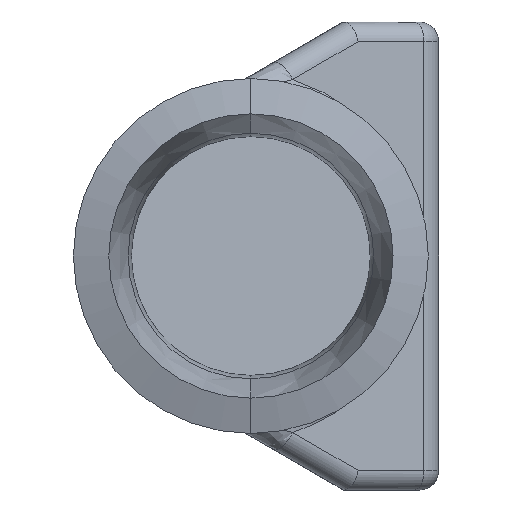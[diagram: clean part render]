
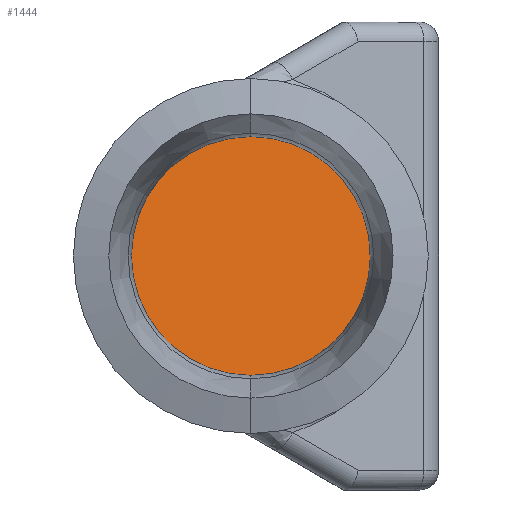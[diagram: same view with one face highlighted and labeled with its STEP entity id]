
A CAD part, left-side view. The second image highlights one B-rep face of the part: STEP entity #1444.
In plain terms, the highlighted planar face has unit normal (-0.866, -0.5, 0).
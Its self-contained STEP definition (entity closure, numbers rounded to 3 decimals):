
#61 = CARTESIAN_POINT ( 'NONE',  ( 89.256, 24.5, 12.25 ) ) ;
#62 = EDGE_CURVE ( 'NONE', #121, #1246, #1574, .T. ) ;
#121 = VERTEX_POINT ( 'NONE', #645 ) ;
#148 = CARTESIAN_POINT ( 'NONE',  ( 113.938, -18.25, -67.032 ) ) ;
#163 = CARTESIAN_POINT ( 'NONE',  ( 103.401, 0., 12.25 ) ) ;
#237 = CARTESIAN_POINT ( 'NONE',  ( 117.546, -24.5, -12.25 ) ) ;
#311 = CARTESIAN_POINT ( 'NONE',  ( 103.401, 0., -12.25 ) ) ;
#347 = CARTESIAN_POINT ( 'NONE',  ( 103.401, 0., 12.25 ) ) ;
#603 = CARTESIAN_POINT ( 'NONE',  ( 103.401, 0., -12.25 ) ) ;
#645 = CARTESIAN_POINT ( 'NONE',  ( 103.401, 0., -12.25 ) ) ;
#725 = EDGE_LOOP ( 'NONE', ( #972, #1453 ) ) ;
#770 = FACE_OUTER_BOUND ( 'NONE', #725, .T. ) ;
#907 = DIRECTION ( 'NONE',  ( 0.5, -0.866, 0. ) ) ;
#972 = ORIENTED_EDGE ( 'NONE', *, *, #1191, .T. ) ;
#1049 = AXIS2_PLACEMENT_3D ( 'NONE', #148, #1525, #907 ) ;
#1109 = CARTESIAN_POINT ( 'NONE',  ( 117.546, -24.5, 12.25 ) ) ;
#1191 = EDGE_CURVE ( 'NONE', #1246, #121, #1421, .T. ) ;
#1246 = VERTEX_POINT ( 'NONE', #163 ) ;
#1273 = PLANE ( 'NONE',  #1049 ) ;
#1307 = CARTESIAN_POINT ( 'NONE',  ( 103.401, 0., 12.25 ) ) ;
#1421 =( BOUNDED_CURVE ( )  B_SPLINE_CURVE ( 3, ( #1307, #61, #1422, #311 ),
 .UNSPECIFIED., .F., .T. ) 
 B_SPLINE_CURVE_WITH_KNOTS ( ( 4, 4 ),
 ( 4.712, 7.854 ),
 .UNSPECIFIED. ) 
 CURVE ( )  GEOMETRIC_REPRESENTATION_ITEM ( )  RATIONAL_B_SPLINE_CURVE ( ( 1., 0.333, 0.333, 1. ) ) 
 REPRESENTATION_ITEM ( '' )  );
#1422 = CARTESIAN_POINT ( 'NONE',  ( 89.256, 24.5, -12.25 ) ) ;
#1444 = ADVANCED_FACE ( 'NONE', ( #770 ), #1273, .T. ) ;
#1453 = ORIENTED_EDGE ( 'NONE', *, *, #62, .T. ) ;
#1525 = DIRECTION ( 'NONE',  ( -0.866, -0.5, 0. ) ) ;
#1574 =( BOUNDED_CURVE ( )  B_SPLINE_CURVE ( 3, ( #603, #237, #1109, #347 ),
 .UNSPECIFIED., .F., .T. ) 
 B_SPLINE_CURVE_WITH_KNOTS ( ( 4, 4 ),
 ( 1.571, 4.712 ),
 .UNSPECIFIED. ) 
 CURVE ( )  GEOMETRIC_REPRESENTATION_ITEM ( )  RATIONAL_B_SPLINE_CURVE ( ( 1., 0.333, 0.333, 1. ) ) 
 REPRESENTATION_ITEM ( '' )  );
